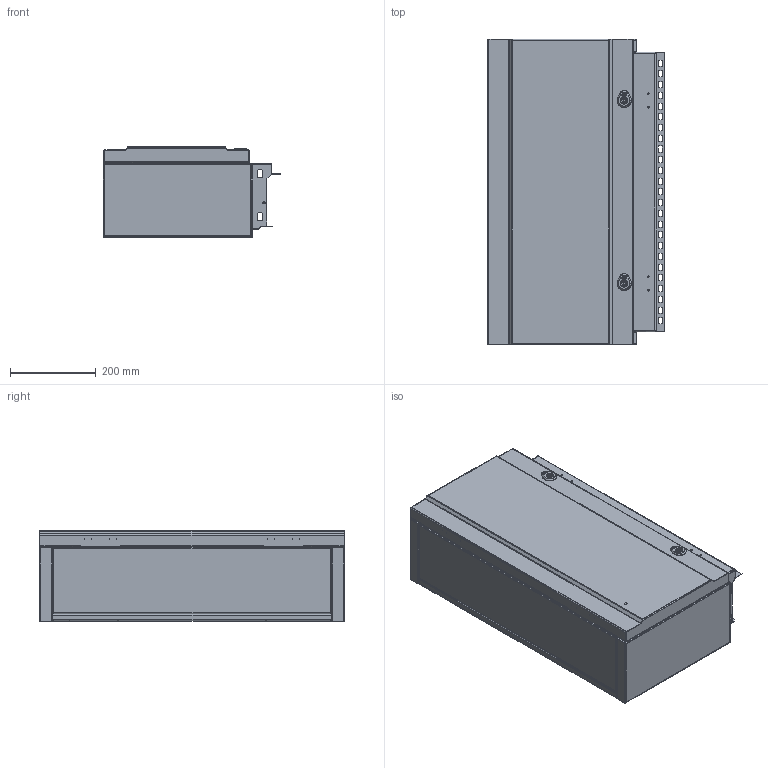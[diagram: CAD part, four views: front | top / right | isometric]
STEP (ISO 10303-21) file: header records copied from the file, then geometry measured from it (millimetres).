
FILE_DESCRIPTION(/* description */ (''),/* implementation_level */ '2;1');
FILE_NAME(/* name */ 'MEL4072.stp',/* time_stamp */ '2017-01-05T11:39:12+01:00',/* author */ (''),/* organization */ (''),/* preprocessor_version */ 'ST-DEVELOPER v15',/* originating_system */ 'SIEMENS PLM Software NX 9.0',/* authorisation */ '');
FILE_SCHEMA (('AP203_CONFIGURATION_CONTROLLED_3D_DESIGN_OF_MECHANICAL_PARTS_AND_ASSEMBLIES_MIM_LF { 1 0 10303 403 2 1 2}'));
Products named in the file (18): 65118_OMEGA FONDO AUXILIAR; 92697-Tuerca_rem_hex_M6x22_cerrada1; 65113_FONDO AUXILIAR; 65313_PUERTA_AUXILIAR; 55510087-Bisagra_puerta_atlantic; 65456_LATERAL_ENLACE; refuerzo enlace; 91355_PERNO_M6x10; lateral enlace inf; 65415_LATERAL DESMONTABLE; 30050015_TAPA_IZQ_MAUX_ATLANTIC; 30050014_TAPA_DCHA_MAUX_ATLANTIC; 65512_BISAGRA_FONDO_ATLANTIC; 92166_CIERRE_ATLANTIC; FONDO_AUXILIAR_710; 65313_CJTO_PUERTA_AUX; 65456_CJTO SOLDADURA LATERAL ENLACE; MEL4072_stp
Assembly tree (31 placements, depth 3):
  MEL4072_stp
    92166_CIERRE_ATLANTIC  x2
    65456_CJTO SOLDADURA LATERAL ENLACE
      lateral enlace inf  x3
      91355_PERNO_M6x10
      refuerzo enlace  x2
      65456_LATERAL_ENLACE
    65512_BISAGRA_FONDO_ATLANTIC  x4
    30050014_TAPA_DCHA_MAUX_ATLANTIC
    30050015_TAPA_IZQ_MAUX_ATLANTIC
    65313_CJTO_PUERTA_AUX
      55510087-Bisagra_puerta_atlantic  x2
      91355_PERNO_M6x10
      65313_PUERTA_AUXILIAR
    65415_LATERAL DESMONTABLE
    FONDO_AUXILIAR_710
      65113_FONDO AUXILIAR
      92697-Tuerca_rem_hex_M6x22_cerrada1  x4
      65118_OMEGA FONDO AUXILIAR
      91355_PERNO_M6x10  x2
Bounding box: 414 x 710 x 210.4 mm (x, y, z)
Volume: 1650176.7 mm3; surface area: 2730146.8 mm2
Topology: 30 solids, 30 shells, 2108 faces, 5624 edges, 3604 vertices
Faces by surface type: plane 1673, cylinder 364, bspline 53, cone 14, torus 4
Full cylindrical faces by diameter (mm): 3 x18, 3.3 x13, 3.301 x3, 4 x8, 4.5 x12, 5 x18, 6 x12, 6.5 x4, 7 x1, 9.86 x2, 10 x2, 12.5 x2, 15.786 x2, 16.25 x2, 19.3 x2
Entity records: 55768 total; most frequent: CARTESIAN_POINT 12692, ORIENTED_EDGE 9224, DIRECTION 6966, EDGE_CURVE 4612, VERTEX_POINT 2941, LINE 2820, VECTOR 2820, EDGE_LOOP 2143
